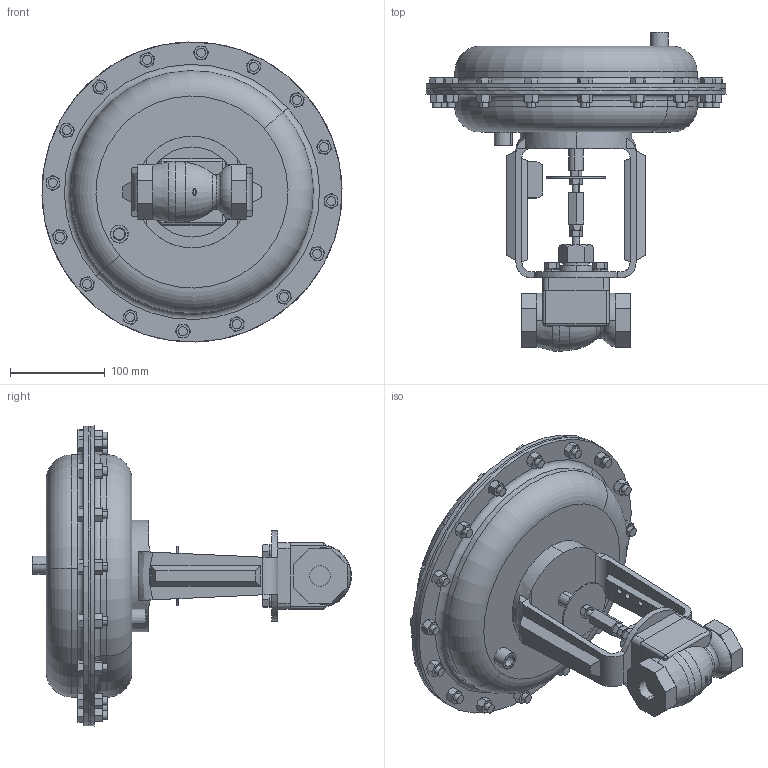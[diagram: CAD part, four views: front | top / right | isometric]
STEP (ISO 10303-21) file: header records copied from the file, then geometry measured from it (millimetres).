
FILE_DESCRIPTION (( 'STEP AP203' ), '1' );
FILE_NAME ('78-050-ALL-SW-55M.STEP', '2017-09-21T17:30:15', ( '' ), ( '' ), 'SwSTEP 2.0', 'SolidWorks 2014', '' );
FILE_SCHEMA (( 'CONFIG_CONTROL_DESIGN' ));
Length unit declared in the file: inch
Products named in the file (1): 78-050-ALL-SW-55M
Bounding box: 317.42 x 337.51 x 317.42 mm (x, y, z)
Volume: 5697747.6 mm3; surface area: 332606.9 mm2
Topology: 5 solids, 5 shells, 860 faces, 2006 edges, 1231 vertices
Faces by surface type: plane 423, cone 279, cylinder 131, torus 13, bspline 10, sphere 4
Entity records: 26797 total; most frequent: CARTESIAN_POINT 8101, ORIENTED_EDGE 4004, DIRECTION 3599, EDGE_CURVE 2002, AXIS2_PLACEMENT_3D 1372, VERTEX_POINT 1231, EDGE_LOOP 949, ADVANCED_FACE 860
